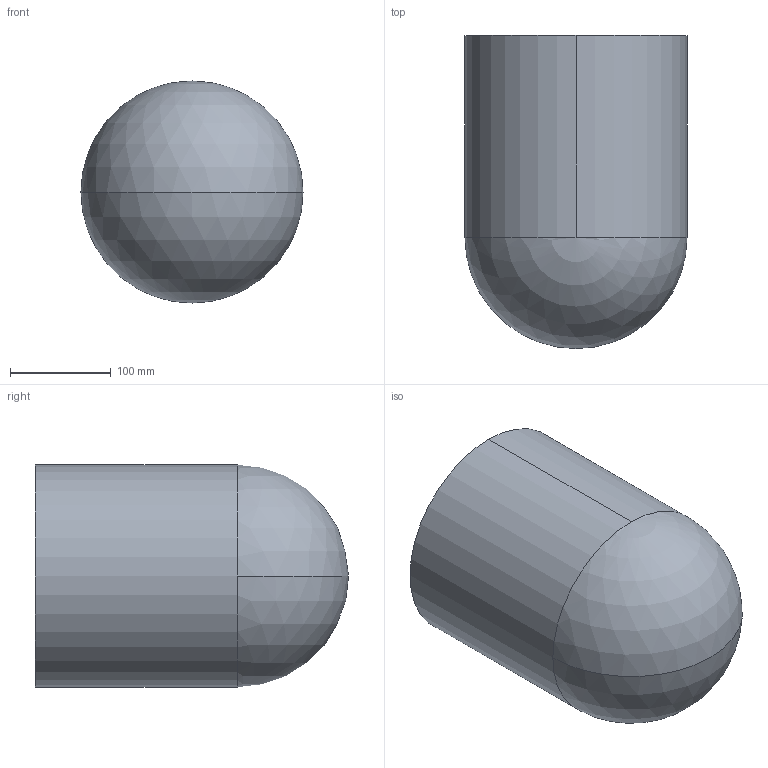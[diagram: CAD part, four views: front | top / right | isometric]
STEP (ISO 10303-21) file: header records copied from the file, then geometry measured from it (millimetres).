
FILE_DESCRIPTION (( 'STEP AP203' ), '1' );
FILE_NAME ('sampleTank_step203.STEP', '2020-11-06T17:20:47', ( '' ), ( '' ), 'SwSTEP 2.0', 'SolidWorks 2021', '' );
FILE_SCHEMA (( 'CONFIG_CONTROL_DESIGN' ));
Length unit declared in the file: metre
Products named in the file (3): sampleTank_step203; tank; imeller
Assembly tree (2 placements, depth 2):
  sampleTank_step203
    imeller
    tank
Bounding box: 220 x 310 x 220 mm (x, y, z)
Volume: 2021422.9 mm3; surface area: 419219.8 mm2
Topology: 2 solids, 2 shells, 63 faces, 177 edges, 116 vertices
Faces by surface type: plane 46, cylinder 13, sphere 4
Entity records: 2302 total; most frequent: CARTESIAN_POINT 357, ORIENTED_EDGE 346, DIRECTION 343, EDGE_CURVE 173, LINE 139, VECTOR 139, VERTEX_POINT 116, AXIS2_PLACEMENT_3D 102
